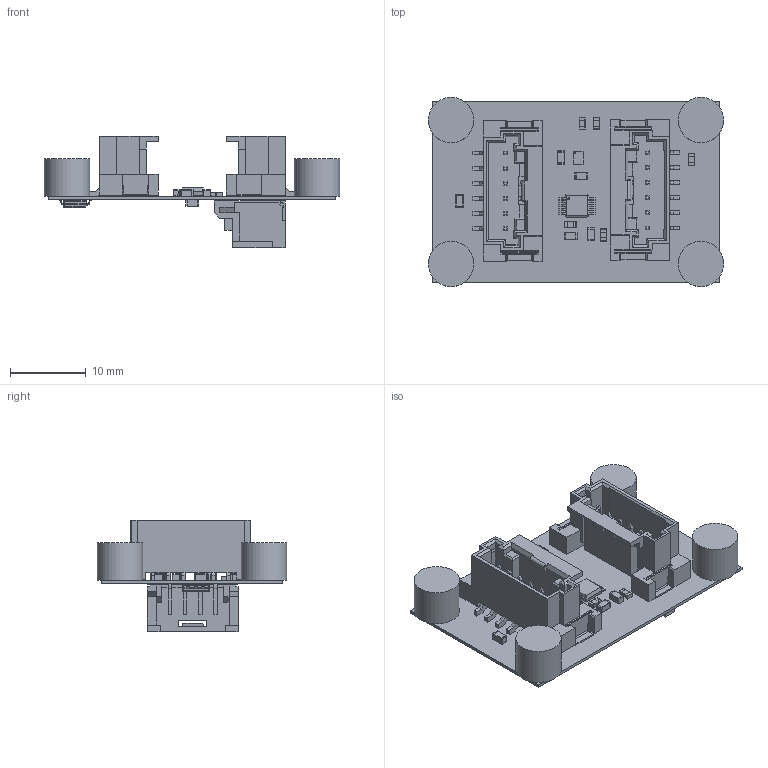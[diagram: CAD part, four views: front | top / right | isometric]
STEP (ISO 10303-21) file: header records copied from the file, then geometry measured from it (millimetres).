
FILE_DESCRIPTION(('Open CASCADE Model'),'2;1');
FILE_NAME('Open CASCADE Shape Model','2018-05-21T19:16:43',('Author'),( 'Open CASCADE'),'Open CASCADE STEP processor 6.8','Open CASCADE 6.8' ,'Unknown');
FILE_SCHEMA(('AUTOMOTIVE_DESIGN { 1 0 10303 214 1 1 1 1 }'));
Length unit declared in the file: millimetre
Products named in the file (80): PCB; Board; P3; 5023520400; Open CASCADE STEP translator 6.8 3.2.1.1; Open CASCADE STEP translator 6.8 3.2.1.2; R4; 6181812928; Mid_Body; Terminal; Open_CASCADE_STEP_translator_6.8_1.2.1; Mark; R2; 6034196032; R1; 6181812544; C6; 6181813120; Open_CASCADE_STEP_translator_6.8_1.1.1; Open_CASCADE_STEP_translator_6.8_1.1.2; C5; 6181812736; C4; 6034196800; C2; U3; MSOP-10; R3; LED1; 6181812160; Open_CASCADE_STEP_translator_6.8_4.1.1; Open_CASCADE_STEP_translator_6.8_4.1.2; Open_CASCADE_STEP_translator_6.8_4.2.1; C1; C3; P1; 5600200620; Open CASCADE STEP translator 6.8 3.15.1.1; Open CASCADE STEP translator 6.8 3.15.1.2; P2 ...
Assembly tree (98 placements, depth 5):
  PCB
    Board
    P3
      5023520400
        Open CASCADE STEP translator 6.8 3.2.1.1
        Open CASCADE STEP translator 6.8 3.2.1.2
    R4
      6181812928
        Mid_Body
        Terminal  x2
          Open_CASCADE_STEP_translator_6.8_1.2.1
        Mark
    R2
      6034196032
        Mid_Body
        Terminal  x2
          Open_CASCADE_STEP_translator_6.8_1.2.1
        Mark
    R1
      6181812544
        Mid_Body
        Terminal  x2
          Open_CASCADE_STEP_translator_6.8_1.2.1
        Mark
    C6
      6181813120
        Terminal
          Open_CASCADE_STEP_translator_6.8_1.1.1
          Open_CASCADE_STEP_translator_6.8_1.1.2
        Mid_Body
          Open_CASCADE_STEP_translator_6.8_1.2.1
    C5
      6181812736
        Terminal
          Open_CASCADE_STEP_translator_6.8_1.1.1
          Open_CASCADE_STEP_translator_6.8_1.1.2
        Mid_Body
          Open_CASCADE_STEP_translator_6.8_1.2.1
    C4
      6034196800
        Terminal
          Open_CASCADE_STEP_translator_6.8_1.1.1
          Open_CASCADE_STEP_translator_6.8_1.1.2
        Mid_Body
          Open_CASCADE_STEP_translator_6.8_1.2.1
    C2
      6181812736
        Terminal
          Open_CASCADE_STEP_translator_6.8_1.1.1
          Open_CASCADE_STEP_translator_6.8_1.1.2
        Mid_Body
          Open_CASCADE_STEP_translator_6.8_1.2.1
    U3
      MSOP-10
    R3
      6181812928
        Mid_Body
        Terminal  x2
          Open_CASCADE_STEP_translator_6.8_1.2.1
        Mark
Bounding box: 39 x 25 x 14.76 mm (x, y, z)
Volume: 2020.9 mm3; surface area: 5617.8 mm2
Topology: 59 solids, 61 shells, 1782 faces, 4555 edges, 2923 vertices
Faces by surface type: plane 1440, cylinder 255, sphere 66, cone 13, bspline 8
Full cylindrical faces by diameter (mm): 0.156 x1, 0.388 x1, 2.7 x4, 6 x4
Entity records: 35877 total; most frequent: CARTESIAN_POINT 6649, ORIENTED_EDGE 5482, DIRECTION 5442, EDGE_CURVE 2742, LINE 2442, VECTOR 2442, VERTEX_POINT 1725, AXIS2_PLACEMENT_3D 1500
